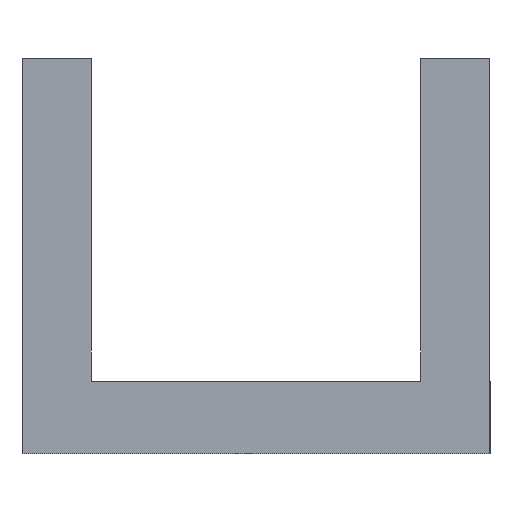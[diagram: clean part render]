
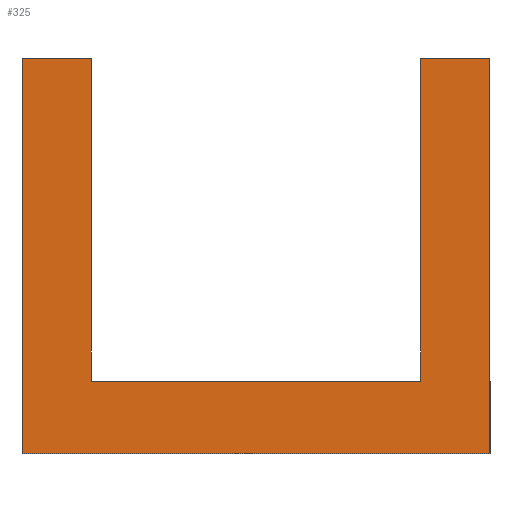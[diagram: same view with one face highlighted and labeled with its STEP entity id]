
A CAD part, front view. The second image highlights one B-rep face of the part: STEP entity #325.
In plain terms, the highlighted planar face has unit normal (0, -1, 0).
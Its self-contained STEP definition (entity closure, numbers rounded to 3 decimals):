
#28=PLANE('',#359);
#46=FACE_OUTER_BOUND('',#65,.T.);
#65=EDGE_LOOP('',(#286,#287,#288,#289,#290,#291,#292,#293));
#83=LINE('',#484,#124);
#88=LINE('',#493,#129);
#89=LINE('',#496,#130);
#98=LINE('',#512,#139);
#102=LINE('',#519,#143);
#103=LINE('',#522,#144);
#104=LINE('',#524,#145);
#105=LINE('',#525,#146);
#124=VECTOR('',#395,10.);
#129=VECTOR('',#402,10.);
#130=VECTOR('',#405,10.);
#139=VECTOR('',#422,10.);
#143=VECTOR('',#428,10.);
#144=VECTOR('',#431,10.);
#145=VECTOR('',#432,10.);
#146=VECTOR('',#433,10.);
#166=VERTEX_POINT('',#480);
#168=VERTEX_POINT('',#483);
#170=VERTEX_POINT('',#489);
#172=VERTEX_POINT('',#495);
#175=VERTEX_POINT('',#511);
#177=VERTEX_POINT('',#517);
#178=VERTEX_POINT('',#521);
#179=VERTEX_POINT('',#523);
#197=EDGE_CURVE('',#166,#168,#83,.T.);
#202=EDGE_CURVE('',#168,#170,#88,.T.);
#203=EDGE_CURVE('',#170,#172,#89,.T.);
#212=EDGE_CURVE('',#172,#175,#98,.T.);
#216=EDGE_CURVE('',#166,#177,#102,.T.);
#217=EDGE_CURVE('',#177,#178,#103,.F.);
#218=EDGE_CURVE('',#179,#178,#104,.T.);
#219=EDGE_CURVE('',#179,#175,#105,.T.);
#286=ORIENTED_EDGE('',*,*,#217,.T.);
#287=ORIENTED_EDGE('',*,*,#218,.F.);
#288=ORIENTED_EDGE('',*,*,#219,.T.);
#289=ORIENTED_EDGE('',*,*,#212,.F.);
#290=ORIENTED_EDGE('',*,*,#203,.F.);
#291=ORIENTED_EDGE('',*,*,#202,.F.);
#292=ORIENTED_EDGE('',*,*,#197,.F.);
#293=ORIENTED_EDGE('',*,*,#216,.T.);
#325=ADVANCED_FACE('',(#46),#28,.T.);
#359=AXIS2_PLACEMENT_3D('',#520,#429,#430);
#395=DIRECTION('',(0.,0.,1.));
#402=DIRECTION('',(1.,0.,0.));
#405=DIRECTION('',(0.,0.,-1.));
#422=DIRECTION('',(-1.,0.,0.));
#428=DIRECTION('',(-1.,0.,0.));
#429=DIRECTION('center_axis',(0.,-1.,0.));
#430=DIRECTION('ref_axis',(1.,0.,0.));
#431=DIRECTION('',(0.,0.,-1.));
#432=DIRECTION('',(1.,0.,0.));
#433=DIRECTION('',(0.,0.,-1.));
#480=CARTESIAN_POINT('',(225.7,5.,4.5));
#483=CARTESIAN_POINT('',(225.7,5.,24.5));
#484=CARTESIAN_POINT('',(225.7,5.,4.5));
#489=CARTESIAN_POINT('',(230.,5.,24.5));
#493=CARTESIAN_POINT('',(225.5,5.,24.5));
#495=CARTESIAN_POINT('',(230.,5.,0.));
#496=CARTESIAN_POINT('',(230.,5.,4.5));
#511=CARTESIAN_POINT('',(201.,5.,0.));
#512=CARTESIAN_POINT('',(225.5,5.,0.));
#517=CARTESIAN_POINT('',(205.3,5.,4.5));
#519=CARTESIAN_POINT('',(225.5,5.,4.5));
#520=CARTESIAN_POINT('Origin',(201.,5.,4.5));
#521=CARTESIAN_POINT('',(205.3,5.,24.5));
#522=CARTESIAN_POINT('',(205.3,5.,4.5));
#523=CARTESIAN_POINT('',(201.,5.,24.5));
#524=CARTESIAN_POINT('',(205.5,5.,24.5));
#525=CARTESIAN_POINT('',(201.,5.,4.5));
